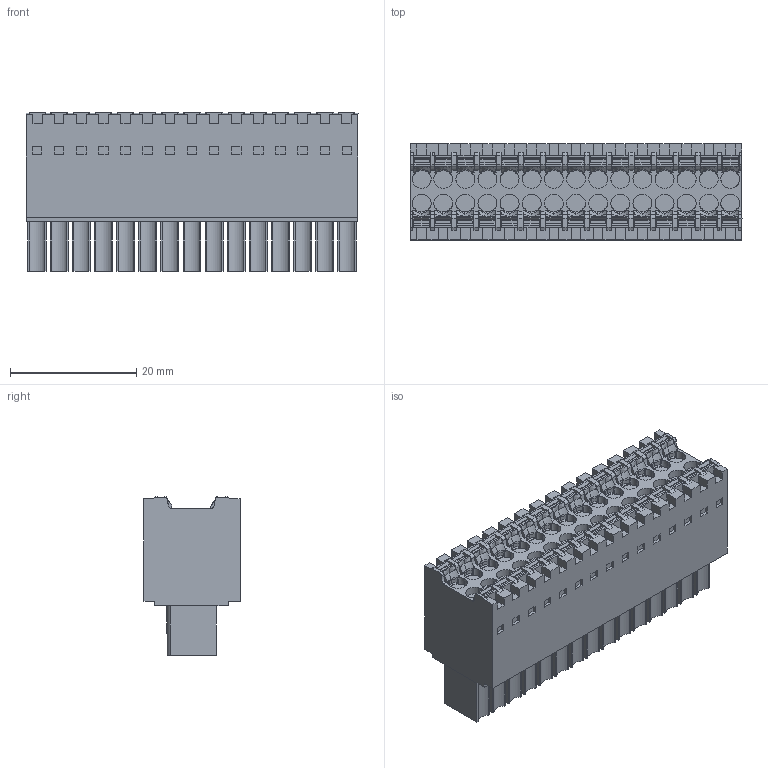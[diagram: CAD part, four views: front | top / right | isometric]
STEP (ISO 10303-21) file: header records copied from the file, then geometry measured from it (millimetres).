
FILE_DESCRIPTION(('CATIA V5 STEP','CAx-IF Rec.Pracs.--- Model Styling and Organization---1.4--- 2014-01-23'),'2;1');
FILE_NAME ('D1450432_1', '2023-08-22T06:45:01+00:00', ('none'), ('Weidmueller'), 'CATIA Version 5-6 Release 2016 SP3 HF44', 'CATIA V5 STEP AP214', 'none');
FILE_SCHEMA(('AUTOMOTIVE_DESIGN { 1 0 10303 214 1 1 1 1 }'));
Products named in the file (1): 1277420000
Bounding box: 52.5 x 15.2 x 25.05 mm (x, y, z)
Volume: 14605.8 mm3; surface area: 9126.5 mm2
Topology: 31 solids, 31 shells, 1987 faces, 5791 edges, 3941 vertices
Faces by surface type: plane 1293, cylinder 242, torus 179, extrusion 153, cone 60, bspline 60
Entity records: 68124 total; most frequent: CARTESIAN_POINT 21286, ORIENTED_EDGE 11582, DIRECTION 6607, EDGE_CURVE 5791, VECTOR 4256, LINE 4103, VERTEX_POINT 3941, EDGE_LOOP 2062
